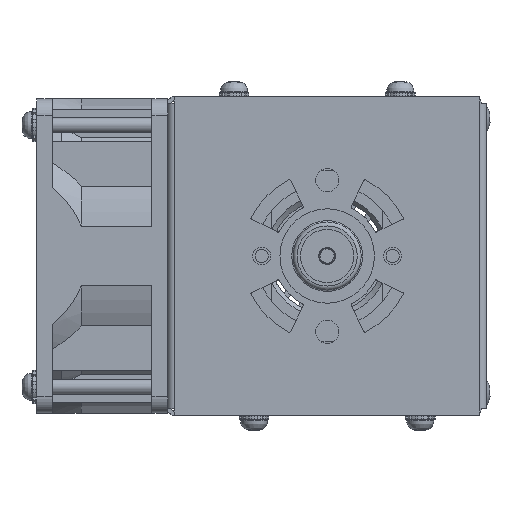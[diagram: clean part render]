
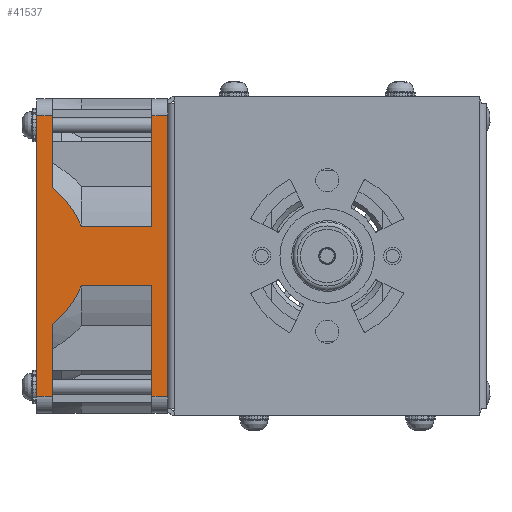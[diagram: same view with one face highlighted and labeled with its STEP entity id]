
A CAD part, left-side view. The second image highlights one B-rep face of the part: STEP entity #41537.
In plain terms, the highlighted face is planar.
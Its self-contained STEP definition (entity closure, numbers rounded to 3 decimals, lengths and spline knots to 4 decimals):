
#108=B_SPLINE_CURVE_WITH_KNOTS($,3,(#64176,#64177,#64178,#64179,#64180,
#64181,#64182,#64183,#64184,#64185,#64186,#64187),.UNSPECIFIED.,.F.,.F.,
(4,2,2,2,2,4),(-11.6284,-11.6205,-11.3701,-11.175,
-10.9799,-10.7503),.UNSPECIFIED.);
#120=B_SPLINE_CURVE_WITH_KNOTS($,3,(#64357,#64358,#64359,#64360,#64361,
#64362,#64363,#64364,#64365,#64366,#64367,#64368),.UNSPECIFIED.,.F.,.F.,
(4,2,2,2,2,4),(-1.4301,-1.2005,-1.0054,-0.8103,
-0.5599,-0.552),.UNSPECIFIED.);
#3375=FACE_OUTER_BOUND($,#5748,.T.);
#5748=EDGE_LOOP($,(#33547,#33548,#33549,#33550,#33551,#33552,#33553,#33554,
#33555,#33556,#33557,#33558,#33559,#33560));
#10207=LINE($,#63655,#15055);
#10222=LINE($,#63708,#15070);
#10244=LINE($,#63783,#15092);
#10264=LINE($,#63846,#15112);
#10290=LINE($,#64569,#15138);
#10310=LINE($,#64631,#15158);
#10323=LINE($,#64703,#15171);
#10331=LINE($,#64716,#15179);
#10342=LINE($,#64733,#15190);
#10343=LINE($,#64734,#15191);
#10344=LINE($,#64735,#15192);
#10345=LINE($,#64736,#15193);
#15055=VECTOR($,#51514,0.541);
#15070=VECTOR($,#51555,0.541);
#15092=VECTOR($,#51613,2.1122);
#15112=VECTOR($,#51659,2.1122);
#15138=VECTOR($,#51795,0.8311);
#15158=VECTOR($,#51841,0.8311);
#15171=VECTOR($,#51900,0.53);
#15179=VECTOR($,#51918,0.53);
#15190=VECTOR($,#51941,0.1181);
#15191=VECTOR($,#51942,0.1181);
#15192=VECTOR($,#51943,0.1181);
#15193=VECTOR($,#51944,0.1181);
#18987=VERTEX_POINT($,#63652);
#18988=VERTEX_POINT($,#63654);
#19012=VERTEX_POINT($,#63705);
#19013=VERTEX_POINT($,#63707);
#19047=VERTEX_POINT($,#63780);
#19048=VERTEX_POINT($,#63782);
#19077=VERTEX_POINT($,#63843);
#19078=VERTEX_POINT($,#63845);
#19120=VERTEX_POINT($,#64175);
#19136=VERTEX_POINT($,#64355);
#19159=VERTEX_POINT($,#64566);
#19160=VERTEX_POINT($,#64568);
#19188=VERTEX_POINT($,#64628);
#19189=VERTEX_POINT($,#64630);
#24005=EDGE_CURVE($,#18987,#18988,#10207,.T.);
#24031=EDGE_CURVE($,#19012,#19013,#10222,.T.);
#24066=EDGE_CURVE($,#19047,#19048,#10244,.T.);
#24098=EDGE_CURVE($,#19078,#19077,#10264,.T.);
#24157=EDGE_CURVE($,#19120,#18988,#108,.T.);
#24178=EDGE_CURVE($,#19012,#19136,#120,.T.);
#24207=EDGE_CURVE($,#19160,#19159,#10290,.T.);
#24238=EDGE_CURVE($,#19189,#19188,#10310,.T.);
#24263=EDGE_CURVE($,#19120,#19159,#10323,.T.);
#24271=EDGE_CURVE($,#19136,#19189,#10331,.T.);
#24282=EDGE_CURVE($,#19048,#18987,#10342,.T.);
#24283=EDGE_CURVE($,#19047,#19013,#10343,.T.);
#24284=EDGE_CURVE($,#19188,#19078,#10344,.T.);
#24285=EDGE_CURVE($,#19160,#19077,#10345,.T.);
#33547=ORIENTED_EDGE($,*,*,#24157,.T.);
#33548=ORIENTED_EDGE($,*,*,#24005,.F.);
#33549=ORIENTED_EDGE($,*,*,#24282,.F.);
#33550=ORIENTED_EDGE($,*,*,#24066,.F.);
#33551=ORIENTED_EDGE($,*,*,#24283,.T.);
#33552=ORIENTED_EDGE($,*,*,#24031,.F.);
#33553=ORIENTED_EDGE($,*,*,#24178,.T.);
#33554=ORIENTED_EDGE($,*,*,#24271,.T.);
#33555=ORIENTED_EDGE($,*,*,#24238,.T.);
#33556=ORIENTED_EDGE($,*,*,#24284,.T.);
#33557=ORIENTED_EDGE($,*,*,#24098,.T.);
#33558=ORIENTED_EDGE($,*,*,#24285,.F.);
#33559=ORIENTED_EDGE($,*,*,#24207,.T.);
#33560=ORIENTED_EDGE($,*,*,#24263,.F.);
#39604=PLANE($,#44043);
#41537=ADVANCED_FACE($,(#3375),#39604,.T.);
#44043=AXIS2_PLACEMENT_3D($,#64732,#51939,#51940);
#51514=DIRECTION($,(-1.,0.,0.));
#51555=DIRECTION($,(-1.,0.,0.));
#51613=DIRECTION($,(1.,0.,0.));
#51659=DIRECTION($,(1.,0.,0.));
#51795=DIRECTION($,(-1.,0.,0.));
#51841=DIRECTION($,(-1.,0.,0.));
#51900=DIRECTION($,(0.,1.,0.));
#51918=DIRECTION($,(0.,1.,0.));
#51939=DIRECTION('center_axis',(0.,0.,-1.));
#51940=DIRECTION('ref_axis',(-1.,0.,0.));
#51941=DIRECTION($,(0.,1.,0.));
#51942=DIRECTION($,(0.,1.,0.));
#51943=DIRECTION($,(0.,1.,0.));
#51944=DIRECTION($,(0.,1.,0.));
#63652=CARTESIAN_POINT('',(1.0561,0.1181,-1.1811));
#63654=CARTESIAN_POINT('',(0.5151,0.1181,-1.1811));
#63655=CARTESIAN_POINT($,(1.0561,0.1181,-1.1811));
#63705=CARTESIAN_POINT('',(-0.5151,0.1181,-1.1811));
#63707=CARTESIAN_POINT('',(-1.0561,0.1181,-1.1811));
#63708=CARTESIAN_POINT($,(-0.5151,0.1181,-1.1811));
#63780=CARTESIAN_POINT('',(-1.0561,0.,-1.1811));
#63782=CARTESIAN_POINT('',(1.0561,0.,-1.1811));
#63783=CARTESIAN_POINT($,(-1.0561,0.,-1.1811));
#63843=CARTESIAN_POINT('',(1.0561,0.9843,-1.1811));
#63845=CARTESIAN_POINT('',(-1.0561,0.9843,-1.1811));
#63846=CARTESIAN_POINT($,(-1.0561,0.9843,-1.1811));
#64175=CARTESIAN_POINT('',(0.225,0.3361,-1.1811));
#64176=CARTESIAN_POINT('Ctrl Pts',(0.225,0.3361,
-1.1811));
#64177=CARTESIAN_POINT('Ctrl Pts',(0.226,0.3358,
-1.1811));
#64178=CARTESIAN_POINT('Ctrl Pts',(0.2269,0.3354,
-1.1811));
#64179=CARTESIAN_POINT('Ctrl Pts',(0.2583,0.3226,
-1.1811));
#64180=CARTESIAN_POINT('Ctrl Pts',(0.2935,0.3047,
-1.1811));
#64181=CARTESIAN_POINT('Ctrl Pts',(0.3435,0.2744,
-1.1811));
#64182=CARTESIAN_POINT('Ctrl Pts',(0.3667,0.2585,
-1.1811));
#64183=CARTESIAN_POINT('Ctrl Pts',(0.4111,0.2241,
-1.1811));
#64184=CARTESIAN_POINT('Ctrl Pts',(0.4323,0.2056,
-1.1811));
#64185=CARTESIAN_POINT('Ctrl Pts',(0.4724,0.1669,-1.1811));
#64186=CARTESIAN_POINT('Ctrl Pts',(0.4944,0.1434,
-1.1811));
#64187=CARTESIAN_POINT('Ctrl Pts',(0.5151,0.1181,-1.1811));
#64355=CARTESIAN_POINT('',(-0.225,0.3361,-1.1811));
#64357=CARTESIAN_POINT('Ctrl Pts',(-0.5151,0.1181,
-1.1811));
#64358=CARTESIAN_POINT('Ctrl Pts',(-0.4944,0.1434,
-1.1811));
#64359=CARTESIAN_POINT('Ctrl Pts',(-0.4724,0.1669,
-1.1811));
#64360=CARTESIAN_POINT('Ctrl Pts',(-0.4323,0.2056,
-1.1811));
#64361=CARTESIAN_POINT('Ctrl Pts',(-0.4111,0.2241,
-1.1811));
#64362=CARTESIAN_POINT('Ctrl Pts',(-0.3667,0.2585,
-1.1811));
#64363=CARTESIAN_POINT('Ctrl Pts',(-0.3435,0.2744,
-1.1811));
#64364=CARTESIAN_POINT('Ctrl Pts',(-0.2935,0.3047,
-1.1811));
#64365=CARTESIAN_POINT('Ctrl Pts',(-0.2583,0.3226,-1.1811));
#64366=CARTESIAN_POINT('Ctrl Pts',(-0.2269,0.3354,
-1.1811));
#64367=CARTESIAN_POINT('Ctrl Pts',(-0.226,0.3358,
-1.1811));
#64368=CARTESIAN_POINT('Ctrl Pts',(-0.225,0.3361,
-1.1811));
#64566=CARTESIAN_POINT('',(0.225,0.8661,-1.1811));
#64568=CARTESIAN_POINT('',(1.0561,0.8661,-1.1811));
#64569=CARTESIAN_POINT($,(1.0561,0.8661,-1.1811));
#64628=CARTESIAN_POINT('',(-1.0561,0.8661,-1.1811));
#64630=CARTESIAN_POINT('',(-0.225,0.8661,-1.1811));
#64631=CARTESIAN_POINT($,(-0.225,0.8661,-1.1811));
#64703=CARTESIAN_POINT($,(0.225,0.3361,-1.1811));
#64716=CARTESIAN_POINT($,(-0.225,0.3361,-1.1811));
#64732=CARTESIAN_POINT('Origin',(1.0561,0.,-1.1811));
#64733=CARTESIAN_POINT($,(1.0561,0.,-1.1811));
#64734=CARTESIAN_POINT($,(-1.0561,0.,-1.1811));
#64735=CARTESIAN_POINT($,(-1.0561,0.8661,-1.1811));
#64736=CARTESIAN_POINT($,(1.0561,0.8661,-1.1811));
